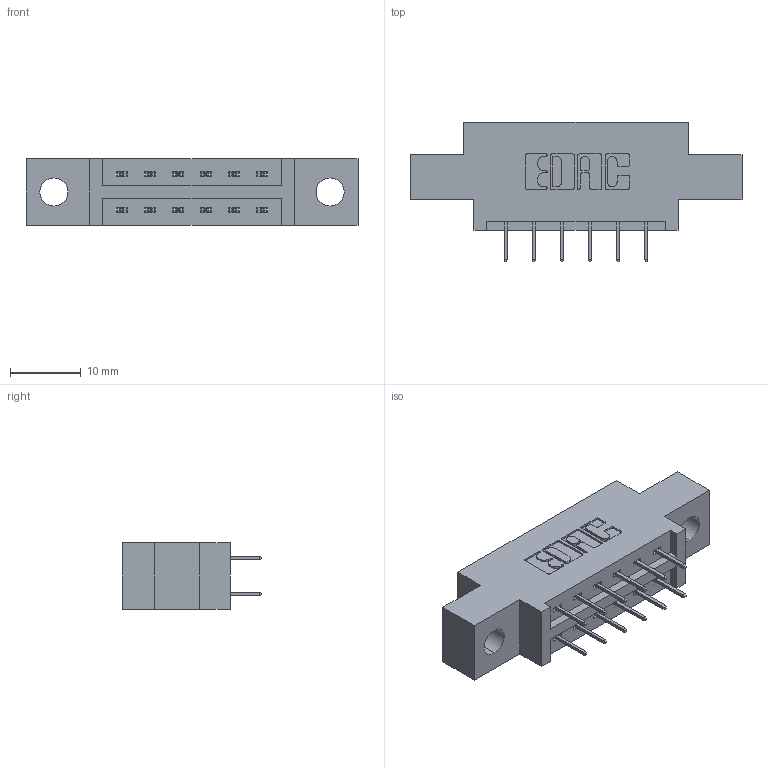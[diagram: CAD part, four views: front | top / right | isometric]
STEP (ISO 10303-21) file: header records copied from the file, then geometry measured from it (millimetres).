
FILE_DESCRIPTION (( 'STEP AP203' ), '1' );
FILE_NAME ('387-012-524-804.STEP', '2018-09-10T10:25:42', ( '' ), ( '' ), 'SwSTEP 2.0', 'SolidWorks 2016', '' );
FILE_SCHEMA (( 'CONFIG_CONTROL_DESIGN' ));
Length unit declared in the file: inch
Products named in the file (3): 337 Part_0.170 Offset - 0.156 Dia-TH; 345-292-001_345-293-124; 387-012-524-804
Assembly tree (13 placements, depth 2):
  387-012-524-804
    337 Part_0.170 Offset - 0.156 Dia-TH
    345-292-001_345-293-124  x12
Bounding box: 46.79 x 19.69 x 9.4 mm (x, y, z)
Volume: 4228 mm3; surface area: 4279.1 mm2
Topology: 13 solids, 13 shells, 814 faces, 2303 edges, 1486 vertices
Faces by surface type: plane 602, cylinder 212
Entity records: 9517 total; most frequent: CARTESIAN_POINT 1634, ORIENTED_EDGE 1570, DIRECTION 1457, EDGE_CURVE 785, VECTOR 661, LINE 661, VERTEX_POINT 518, AXIS2_PLACEMENT_3D 398
